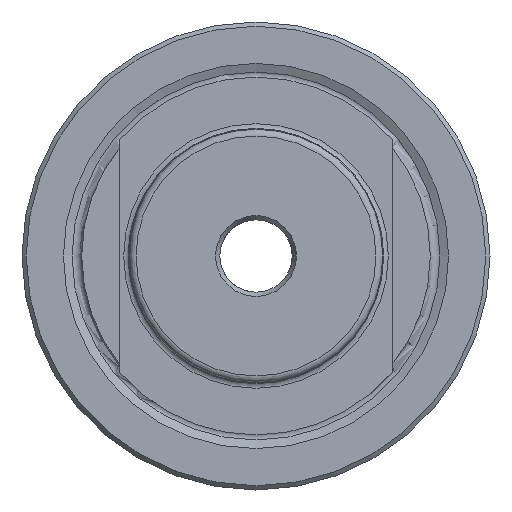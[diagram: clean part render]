
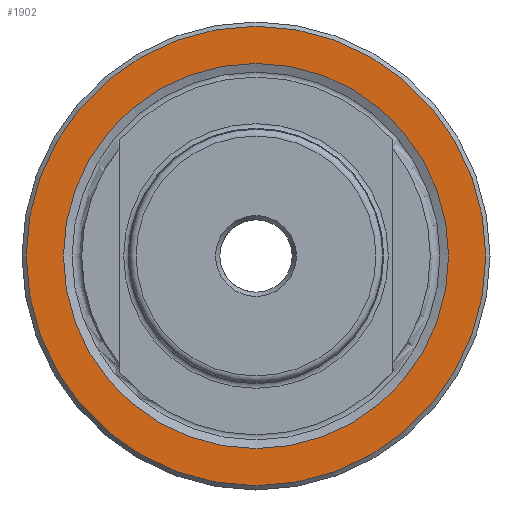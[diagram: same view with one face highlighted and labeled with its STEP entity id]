
A CAD part, left-side view. The second image highlights one B-rep face of the part: STEP entity #1902.
In plain terms, the highlighted planar face has unit normal (-1, 0, 0).
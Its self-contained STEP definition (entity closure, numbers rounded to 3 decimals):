
#78 = DIRECTION ( 'NONE',  ( 0., 0., -1. ) ) ;
#182 = EDGE_LOOP ( 'NONE', ( #1188 ) ) ;
#400 = DIRECTION ( 'NONE',  ( 0., 0., 1. ) ) ;
#418 = CIRCLE ( 'NONE', #1049, 27. ) ;
#537 = PLANE ( 'NONE',  #1904 ) ;
#555 = CARTESIAN_POINT ( 'NONE',  ( 30., 0., 27. ) ) ;
#569 = AXIS2_PLACEMENT_3D ( 'NONE', #1215, #894, #746 ) ;
#722 = CARTESIAN_POINT ( 'NONE',  ( 30., 0., 22.632 ) ) ;
#746 = DIRECTION ( 'NONE',  ( 0., 0., 1. ) ) ;
#827 = DIRECTION ( 'NONE',  ( 1., 0., 0. ) ) ;
#828 = EDGE_LOOP ( 'NONE', ( #1277 ) ) ;
#855 = DIRECTION ( 'NONE',  ( -1., 0., 0. ) ) ;
#894 = DIRECTION ( 'NONE',  ( -1., 0., 0. ) ) ;
#1049 = AXIS2_PLACEMENT_3D ( 'NONE', #1654, #855, #400 ) ;
#1151 = CIRCLE ( 'NONE', #569, 22.632 ) ;
#1188 = ORIENTED_EDGE ( 'NONE', *, *, #2024, .T. ) ;
#1215 = CARTESIAN_POINT ( 'NONE',  ( 30., 0., 0. ) ) ;
#1277 = ORIENTED_EDGE ( 'NONE', *, *, #1476, .F. ) ;
#1448 = CARTESIAN_POINT ( 'NONE',  ( 30., 0., 22.632 ) ) ;
#1476 = EDGE_CURVE ( 'NONE', #1965, #1965, #1151, .T. ) ;
#1513 = FACE_OUTER_BOUND ( 'NONE', #182, .T. ) ;
#1654 = CARTESIAN_POINT ( 'NONE',  ( 30., 0., 0. ) ) ;
#1777 = VERTEX_POINT ( 'NONE', #555 ) ;
#1902 = ADVANCED_FACE ( 'NONE', ( #1991, #1513 ), #537, .F. ) ;
#1904 = AXIS2_PLACEMENT_3D ( 'NONE', #1448, #827, #78 ) ;
#1965 = VERTEX_POINT ( 'NONE', #722 ) ;
#1991 = FACE_BOUND ( 'NONE', #828, .T. ) ;
#2024 = EDGE_CURVE ( 'NONE', #1777, #1777, #418, .T. ) ;
